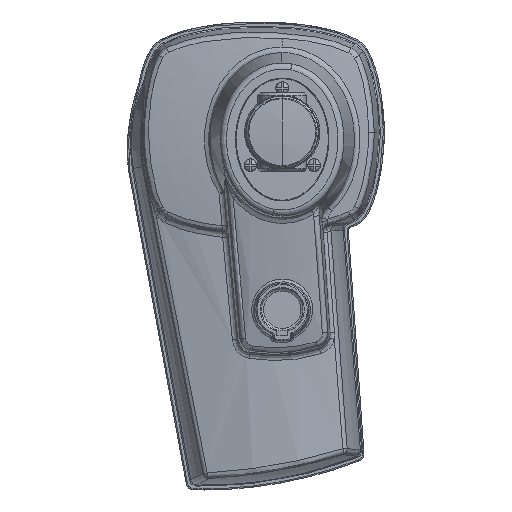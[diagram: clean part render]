
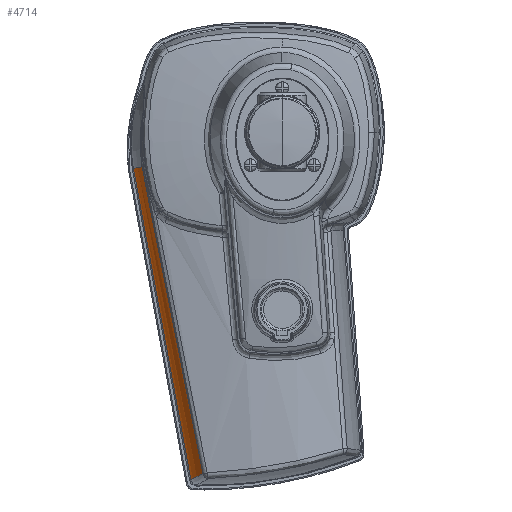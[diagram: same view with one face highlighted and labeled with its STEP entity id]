
A CAD part, left-side view. The second image highlights one B-rep face of the part: STEP entity #4714.
In plain terms, the highlighted free-form (B-spline) face has degree [3, 1] with [4, 2] control points.
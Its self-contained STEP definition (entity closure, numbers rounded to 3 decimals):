
#849 = CARTESIAN_POINT ( 'NONE',  ( -4.474, 37.33, -142.029 ) ) ;
#945 = CARTESIAN_POINT ( 'NONE',  ( -4.482, 60.718, -15.106 ) ) ;
#1149 = CARTESIAN_POINT ( 'NONE',  ( -4.474, 37.33, -142.029 ) ) ;
#1259 = CARTESIAN_POINT ( 'NONE',  ( -4.475, 40.012, -127.476 ) ) ;
#1362 = CARTESIAN_POINT ( 'NONE',  ( -4.481, 56.973, -35.431 ) ) ;
#2356 = EDGE_CURVE ( 'NONE', #15339, #6334, #20348, .T. ) ;
#2447 = B_SPLINE_SURFACE_WITH_KNOTS ( 'NONE', 3, 1, ( 
 ( #11987, #21670 ),
 ( #7199, #9734 ),
 ( #26640, #24108 ),
 ( #9621, #25260 ) ),
 .UNSPECIFIED., .F., .F., .F.,
 ( 4, 4 ),
 ( 2, 2 ),
 ( 0., 1. ),
 ( 0., 1. ),
 .UNSPECIFIED. ) ;
#3249 = DIRECTION ( 'NONE',  ( 0., 0.985, -0.174 ) ) ;
#3579 = CARTESIAN_POINT ( 'NONE',  ( -4.482, 60.356, -17.073 ) ) ;
#3685 = CARTESIAN_POINT ( 'NONE',  ( -4.482, 57.939, -30.186 ) ) ;
#3858 = CARTESIAN_POINT ( 'NONE',  ( -30.26, 32.4, -139.519 ) ) ;
#4363 = CARTESIAN_POINT ( 'NONE',  ( -21.855, 34.95, -140.824 ) ) ;
#4714 = ADVANCED_FACE ( 'NONE', ( #9254 ), #2447, .T. ) ;
#5155 = ORIENTED_EDGE ( 'NONE', *, *, #2356, .T. ) ;
#6139 = CARTESIAN_POINT ( 'NONE',  ( -30.311, 57.267, -14.193 ) ) ;
#6334 = VERTEX_POINT ( 'NONE', #26938 ) ;
#6819 = CARTESIAN_POINT ( 'NONE',  ( -30.277, 39.765, -102.421 ) ) ;
#6910 = CARTESIAN_POINT ( 'NONE',  ( -30.311, 57.271, -14.171 ) ) ;
#7010 = B_SPLINE_CURVE_WITH_KNOTS ( 'NONE', 3,
 ( #24943, #29802, #26091, #4363, #18617, #19024 ),
 .UNSPECIFIED., .F., .F.,
 ( 4, 2, 4 ),
 ( 0.035, 0.048, 0.062 ),
 .UNSPECIFIED. ) ;
#7017 = CARTESIAN_POINT ( 'NONE',  ( -30.282, 41.957, -91.374 ) ) ;
#7047 = AXIS2_PLACEMENT_3D ( 'NONE', #25209, #25100, #3249 ) ;
#7199 = CARTESIAN_POINT ( 'NONE',  ( 11.263, 38.398, -147.915 ) ) ;
#8306 = ORIENTED_EDGE ( 'NONE', *, *, #29974, .T. ) ;
#8603 = ORIENTED_EDGE ( 'NONE', *, *, #18800, .T. ) ;
#9254 = FACE_OUTER_BOUND ( 'NONE', #13603, .T. ) ;
#9513 = CARTESIAN_POINT ( 'NONE',  ( -30.311, 57.269, -14.182 ) ) ;
#9621 = CARTESIAN_POINT ( 'NONE',  ( -31.5, 30.52, -146.526 ) ) ;
#9734 = CARTESIAN_POINT ( 'NONE',  ( 10.923, 62.169, -15.024 ) ) ;
#10957 = CARTESIAN_POINT ( 'NONE',  ( -4.482, 58.906, -24.941 ) ) ;
#11373 = CARTESIAN_POINT ( 'NONE',  ( -30.295, 48.523, -58.282 ) ) ;
#11987 = CARTESIAN_POINT ( 'NONE',  ( 31.5, 30.52, -146.526 ) ) ;
#13096 = CARTESIAN_POINT ( 'NONE',  ( -4.482, 60.597, -15.762 ) ) ;
#13520 = CARTESIAN_POINT ( 'NONE',  ( -4.482, 60.658, -15.434 ) ) ;
#13603 = EDGE_LOOP ( 'NONE', ( #21360, #8603, #19326, #8306, #5155 ) ) ;
#13786 = VERTEX_POINT ( 'NONE', #849 ) ;
#13828 = CARTESIAN_POINT ( 'NONE',  ( -30.311, 57.267, -14.193 ) ) ;
#15339 = VERTEX_POINT ( 'NONE', #27784 ) ;
#16973 = B_SPLINE_CURVE_WITH_KNOTS ( 'NONE', 3,
 ( #23717, #21173, #31099, #18869, #6819, #7017, #23914, #11373, #28265, #13828 ),
 .UNSPECIFIED., .F., .F.,
 ( 4, 3, 3, 4 ),
 ( 0.007, 0.034, 0.068, 0.135 ),
 .UNSPECIFIED. ) ;
#17293 = B_SPLINE_CURVE_WITH_KNOTS ( 'NONE', 3,
 ( #29649, #945, #13520, #13096, #3579, #18148, #25528, #10957, #3685, #1362, #20564, #23002, #30276, #20352, #1259, #1149 ),
 .UNSPECIFIED., .F., .F.,
 ( 4, 3, 3, 3, 3, 4 ),
 ( 0., 0.001, 0.005, 0.021, 0.085, 0.129 ),
 .UNSPECIFIED. ) ;
#18148 = CARTESIAN_POINT ( 'NONE',  ( -4.482, 60.114, -18.385 ) ) ;
#18617 = CARTESIAN_POINT ( 'NONE',  ( -26.09, 33.828, -140.253 ) ) ;
#18800 = EDGE_CURVE ( 'NONE', #24379, #13786, #17293, .T. ) ;
#18869 = CARTESIAN_POINT ( 'NONE',  ( -30.272, 37.572, -113.468 ) ) ;
#19024 = CARTESIAN_POINT ( 'NONE',  ( -30.26, 32.4, -139.519 ) ) ;
#19326 = ORIENTED_EDGE ( 'NONE', *, *, #20431, .T. ) ;
#20348 = B_SPLINE_CURVE_WITH_KNOTS ( 'NONE', 3,
 ( #6139, #9513, #6910, #23089 ),
 .UNSPECIFIED., .F., .F.,
 ( 4, 4 ),
 ( 0., 0. ),
 .UNSPECIFIED. ) ;
#20352 = CARTESIAN_POINT ( 'NONE',  ( -4.476, 42.693, -112.924 ) ) ;
#20431 = EDGE_CURVE ( 'NONE', #13786, #28965, #7010, .T. ) ;
#20564 = CARTESIAN_POINT ( 'NONE',  ( -4.48, 53.107, -56.411 ) ) ;
#21173 = CARTESIAN_POINT ( 'NONE',  ( -30.265, 34.125, -130.836 ) ) ;
#21360 = ORIENTED_EDGE ( 'NONE', *, *, #27947, .F. ) ;
#21670 = CARTESIAN_POINT ( 'NONE',  ( 31.761, 56.917, -14.098 ) ) ;
#21835 = CARTESIAN_POINT ( 'NONE',  ( -4.483, 60.779, -14.779 ) ) ;
#23002 = CARTESIAN_POINT ( 'NONE',  ( -4.478, 49.241, -77.391 ) ) ;
#23089 = CARTESIAN_POINT ( 'NONE',  ( -30.311, 57.273, -14.161 ) ) ;
#23717 = CARTESIAN_POINT ( 'NONE',  ( -30.26, 32.4, -139.519 ) ) ;
#23914 = CARTESIAN_POINT ( 'NONE',  ( -30.287, 44.149, -80.327 ) ) ;
#24108 = CARTESIAN_POINT ( 'NONE',  ( -10.923, 62.169, -15.024 ) ) ;
#24379 = VERTEX_POINT ( 'NONE', #21835 ) ;
#24943 = CARTESIAN_POINT ( 'NONE',  ( -4.474, 37.33, -142.029 ) ) ;
#24963 = CIRCLE ( 'NONE', #7047, 128.092 ) ;
#25100 = DIRECTION ( 'NONE',  ( 0., 0.174, 0.985 ) ) ;
#25209 = CARTESIAN_POINT ( 'NONE',  ( 0., -65.29, 7.451 ) ) ;
#25260 = CARTESIAN_POINT ( 'NONE',  ( -31.761, 56.917, -14.098 ) ) ;
#25528 = CARTESIAN_POINT ( 'NONE',  ( -4.482, 59.872, -19.696 ) ) ;
#26091 = CARTESIAN_POINT ( 'NONE',  ( -13.26, 36.595, -141.658 ) ) ;
#26640 = CARTESIAN_POINT ( 'NONE',  ( -11.263, 38.398, -147.915 ) ) ;
#26938 = CARTESIAN_POINT ( 'NONE',  ( -30.311, 57.273, -14.161 ) ) ;
#27784 = CARTESIAN_POINT ( 'NONE',  ( -30.311, 57.267, -14.193 ) ) ;
#27947 = EDGE_CURVE ( 'NONE', #24379, #6334, #24963, .T. ) ;
#28265 = CARTESIAN_POINT ( 'NONE',  ( -30.304, 52.896, -36.238 ) ) ;
#28965 = VERTEX_POINT ( 'NONE', #3858 ) ;
#29649 = CARTESIAN_POINT ( 'NONE',  ( -4.483, 60.779, -14.779 ) ) ;
#29802 = CARTESIAN_POINT ( 'NONE',  ( -8.9, 37.118, -141.922 ) ) ;
#29974 = EDGE_CURVE ( 'NONE', #28965, #15339, #16973, .T. ) ;
#30276 = CARTESIAN_POINT ( 'NONE',  ( -4.477, 45.375, -98.371 ) ) ;
#31099 = CARTESIAN_POINT ( 'NONE',  ( -30.269, 35.848, -122.152 ) ) ;
